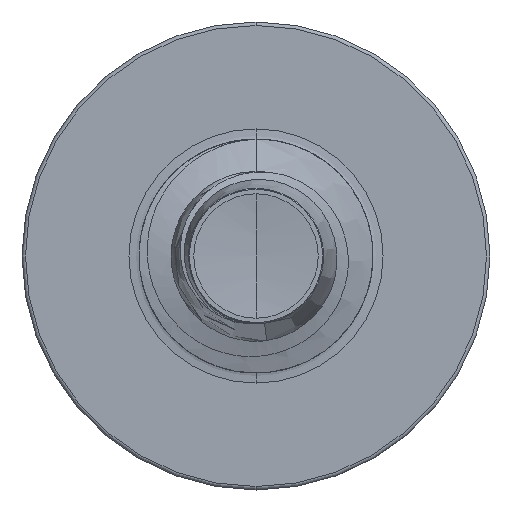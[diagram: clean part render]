
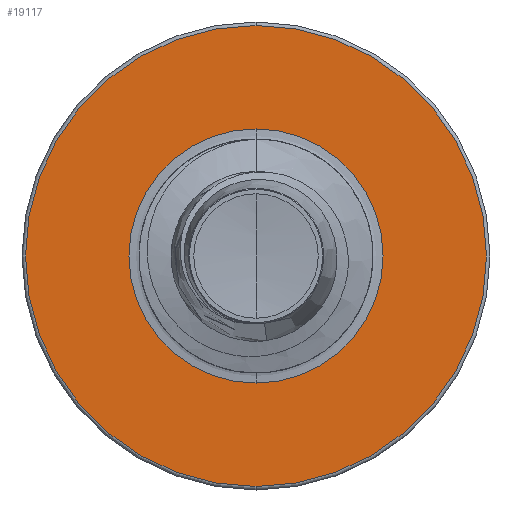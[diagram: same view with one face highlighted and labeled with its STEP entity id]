
A CAD part, front view. The second image highlights one B-rep face of the part: STEP entity #19117.
In plain terms, the highlighted planar face has unit normal (0, -1, 0).
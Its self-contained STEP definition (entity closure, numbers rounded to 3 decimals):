
#1104 = VERTEX_POINT ( 'NONE', #5799 ) ;
#1353 = EDGE_CURVE ( 'NONE', #17196, #7210, #22142, .T. ) ;
#2055 = ORIENTED_EDGE ( 'NONE', *, *, #1353, .T. ) ;
#2101 = VERTEX_POINT ( 'NONE', #10159 ) ;
#3272 = EDGE_CURVE ( 'NONE', #2101, #1104, #18812, .T. ) ;
#3363 = FACE_BOUND ( 'NONE', #5756, .T. ) ;
#4037 = ORIENTED_EDGE ( 'NONE', *, *, #8659, .T. ) ;
#4787 = CIRCLE ( 'NONE', #16329, 1.97 ) ;
#5756 = EDGE_LOOP ( 'NONE', ( #4037, #2055 ) ) ;
#5799 = CARTESIAN_POINT ( 'NONE',  ( 0., 11., 1.97 ) ) ;
#5913 = PLANE ( 'NONE',  #9590 ) ;
#6469 = AXIS2_PLACEMENT_3D ( 'NONE', #10459, #22989, #12324 ) ;
#6523 = DIRECTION ( 'NONE',  ( 0., 1., 0. ) ) ;
#7210 = VERTEX_POINT ( 'NONE', #16282 ) ;
#7893 = DIRECTION ( 'NONE',  ( 0., 1., 0. ) ) ;
#8659 = EDGE_CURVE ( 'NONE', #7210, #17196, #10286, .T. ) ;
#9081 = CARTESIAN_POINT ( 'NONE',  ( 0., 11., 0. ) ) ;
#9426 = EDGE_CURVE ( 'NONE', #1104, #2101, #4787, .T. ) ;
#9590 = AXIS2_PLACEMENT_3D ( 'NONE', #20558, #22307, #11588 ) ;
#10159 = CARTESIAN_POINT ( 'NONE',  ( 0., 11., -1.97 ) ) ;
#10286 = CIRCLE ( 'NONE', #6469, 1.086 ) ;
#10459 = CARTESIAN_POINT ( 'NONE',  ( 0., 11., 0. ) ) ;
#10944 = DIRECTION ( 'NONE',  ( 0., 0., 1. ) ) ;
#11588 = DIRECTION ( 'NONE',  ( 0., 0., 1. ) ) ;
#12041 = FACE_OUTER_BOUND ( 'NONE', #18068, .T. ) ;
#12324 = DIRECTION ( 'NONE',  ( 0., 0., 1. ) ) ;
#13600 = CARTESIAN_POINT ( 'NONE',  ( 0., 11., -1.086 ) ) ;
#15270 = ORIENTED_EDGE ( 'NONE', *, *, #3272, .F. ) ;
#16282 = CARTESIAN_POINT ( 'NONE',  ( 0., 11., 1.086 ) ) ;
#16329 = AXIS2_PLACEMENT_3D ( 'NONE', #9081, #21719, #10944 ) ;
#17196 = VERTEX_POINT ( 'NONE', #13600 ) ;
#17486 = CARTESIAN_POINT ( 'NONE',  ( 0., 11., 0. ) ) ;
#18068 = EDGE_LOOP ( 'NONE', ( #21374, #15270 ) ) ;
#18804 = CARTESIAN_POINT ( 'NONE',  ( 0., 11., 0. ) ) ;
#18812 = CIRCLE ( 'NONE', #23525, 1.97 ) ;
#19117 = ADVANCED_FACE ( 'NONE', ( #12041, #3363 ), #5913, .F. ) ;
#19280 = DIRECTION ( 'NONE',  ( 0., 0., 1. ) ) ;
#20475 = AXIS2_PLACEMENT_3D ( 'NONE', #18804, #7893, #20594 ) ;
#20558 = CARTESIAN_POINT ( 'NONE',  ( 0., 11., -1.086 ) ) ;
#20594 = DIRECTION ( 'NONE',  ( 0., 0., 1. ) ) ;
#21374 = ORIENTED_EDGE ( 'NONE', *, *, #9426, .F. ) ;
#21719 = DIRECTION ( 'NONE',  ( 0., 1., 0. ) ) ;
#22142 = CIRCLE ( 'NONE', #20475, 1.086 ) ;
#22307 = DIRECTION ( 'NONE',  ( 0., 1., 0. ) ) ;
#22989 = DIRECTION ( 'NONE',  ( 0., 1., 0. ) ) ;
#23525 = AXIS2_PLACEMENT_3D ( 'NONE', #17486, #6523, #19280 ) ;
